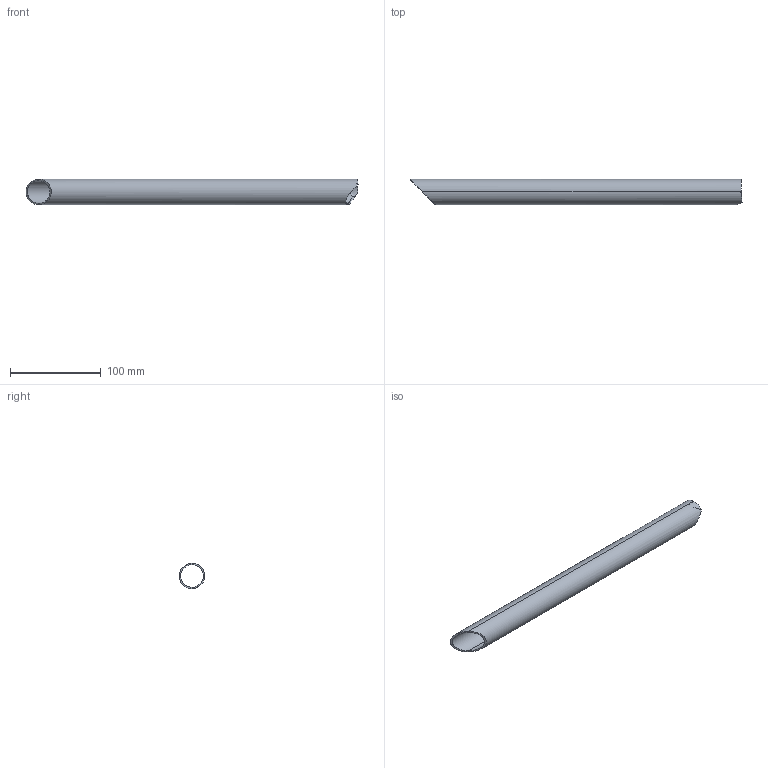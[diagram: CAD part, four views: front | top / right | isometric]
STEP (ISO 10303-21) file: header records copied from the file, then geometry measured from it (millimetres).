
FILE_DESCRIPTION(('CATIA V5 STEP Exchange'),'2;1');
FILE_NAME('Tube 81.stp','2023-02-19T17:58:05+00:00',('none'),('none'),'CATIA Version 5 Release 19 SP 2 (IN-10)','CATIA V5 STEP AP203','none');
FILE_SCHEMA(('CONFIG_CONTROL_DESIGN'));
Length unit declared in the file: millimetre
Products named in the file (1): Shape_584
Bounding box: 366.24 x 27.99 x 28 mm (x, y, z)
Volume: 42963.8 mm3; surface area: 58055.5 mm2
Topology: 1 solids, 1 shells, 10 faces, 30 edges, 21 vertices
Faces by surface type: cylinder 9, plane 1
Entity records: 628 total; most frequent: CARTESIAN_POINT 358, ORIENTED_EDGE 60, EDGE_CURVE 30, DIRECTION 24, B_SPLINE_CURVE_WITH_KNOTS 24, VERTEX_POINT 21, EDGE_LOOP 11, AXIS2_PLACEMENT_3D 10
